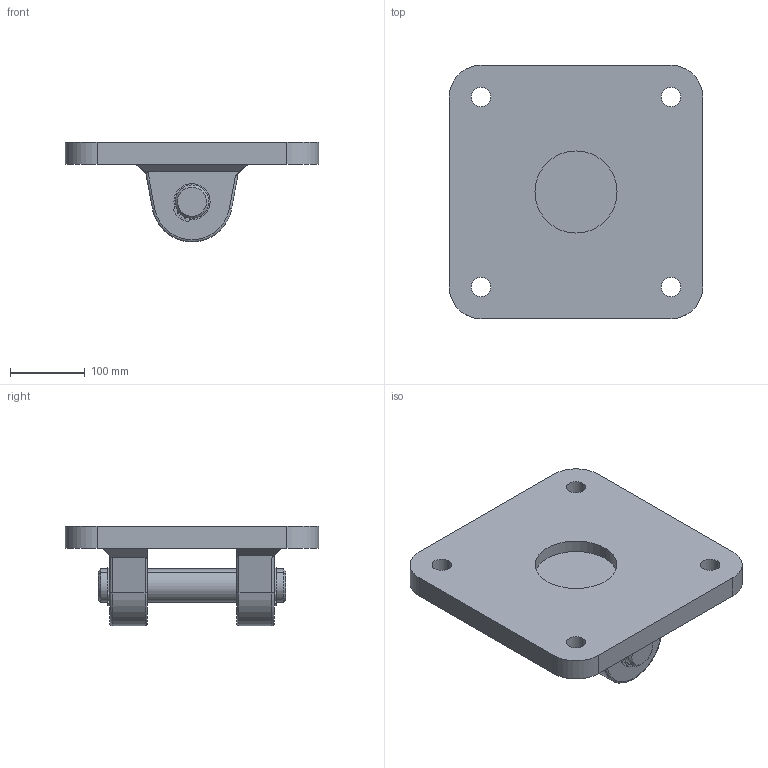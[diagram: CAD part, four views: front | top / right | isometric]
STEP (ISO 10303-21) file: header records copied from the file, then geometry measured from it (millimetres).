
FILE_DESCRIPTION (( 'STEP AP214' ), '1' );
FILE_NAME ('PNS 320 EB-SF.STEP', '2010-08-10T12:38:30', ( '' ), ( '' ), 'SwSTEP 2.0', 'SolidWorks 2010', '' );
FILE_SCHEMA (( 'AUTOMOTIVE_DESIGN' ));
Length unit declared in the file: millimetre
Products named in the file (4): PNS  320 EB  ; 320  EB  P軲輄Varsay齦an; 45  SEGMAN; PNS   320  EB-SF
Assembly tree (4 placements, depth 2):
  PNS   320  EB-SF
    45  SEGMAN  x2
    PNS  320 EB  
    320  EB  P軲輄Varsay齦an
Bounding box: 340 x 340 x 134 mm (x, y, z)
Volume: 4513632.5 mm3; surface area: 381087.1 mm2
Topology: 4 solids, 4 shells, 120 faces, 303 edges, 198 vertices
Faces by surface type: cylinder 71, plane 39, torus 6, cone 4
Entity records: 3141 total; most frequent: DIRECTION 561, CARTESIAN_POINT 530, ORIENTED_EDGE 486, EDGE_CURVE 243, AXIS2_PLACEMENT_3D 221, VERTEX_POINT 158, EDGE_LOOP 121, VECTOR 119
